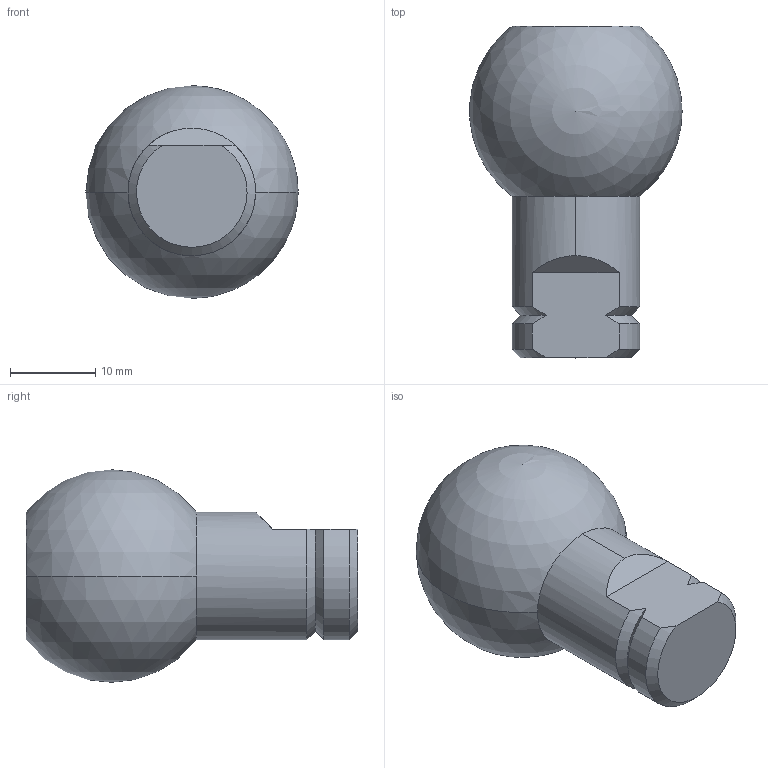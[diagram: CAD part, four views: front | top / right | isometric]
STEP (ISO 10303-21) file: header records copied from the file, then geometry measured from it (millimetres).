
FILE_DESCRIPTION (( 'STEP AP214' ), '1' );
FILE_NAME ('BallJoint_Ball.STEP', '2023-04-05T23:54:39', ( '' ), ( '' ), 'SwSTEP 2.0', 'SolidWorks 2022', '' );
FILE_SCHEMA (( 'AUTOMOTIVE_DESIGN' ));
Length unit declared in the file: millimetre
Products named in the file (1): BallJoint_Ball
Bounding box: 24.96 x 39 x 25 mm (x, y, z)
Volume: 10876.6 mm3; surface area: 2800.4 mm2
Topology: 1 solids, 1 shells, 14 faces, 40 edges, 26 vertices
Faces by surface type: cone 4, cylinder 4, plane 4, sphere 2
Entity records: 468 total; most frequent: CARTESIAN_POINT 97, DIRECTION 74, ORIENTED_EDGE 70, EDGE_CURVE 35, AXIS2_PLACEMENT_3D 32, VERTEX_POINT 23, CIRCLE 17, ADVANCED_FACE 14
